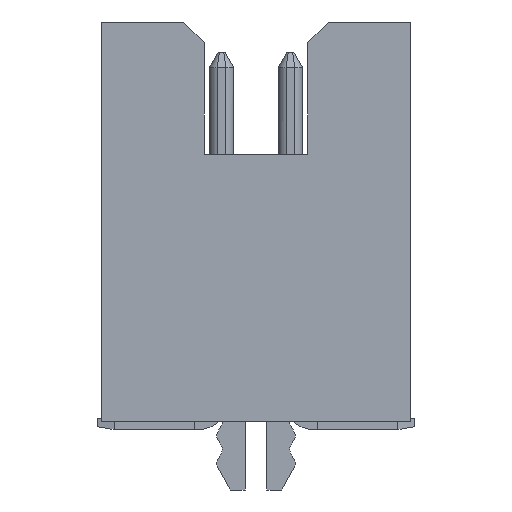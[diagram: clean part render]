
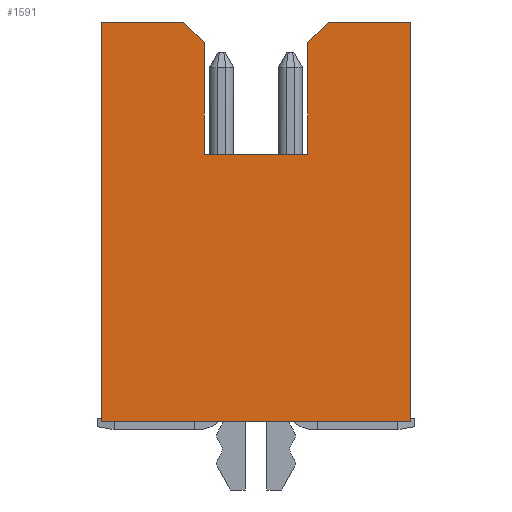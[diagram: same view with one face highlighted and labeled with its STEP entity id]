
A CAD part, left-side view. The second image highlights one B-rep face of the part: STEP entity #1591.
In plain terms, the highlighted planar face has unit normal (-1, 0, 0).
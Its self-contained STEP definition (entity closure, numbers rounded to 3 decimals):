
#107=CARTESIAN_POINT('',(-1.59,0.955,2.414));
#108=VERTEX_POINT('',#107);
#123=CARTESIAN_POINT('',(-1.59,1.335,2.794));
#124=VERTEX_POINT('',#123);
#131=CARTESIAN_POINT('',(-1.59,1.335,2.794));
#132=DIRECTION('',(0.,-0.707,-0.707));
#133=VECTOR('',#132,0.537);
#134=LINE('',#131,#133);
#135=EDGE_CURVE('',#124,#108,#134,.T.);
#170=CARTESIAN_POINT('',(-1.59,0.955,0.354));
#171=VERTEX_POINT('',#170);
#172=CARTESIAN_POINT('',(-1.59,0.955,2.414));
#173=DIRECTION('',(0.,0.,-1.));
#174=VECTOR('',#173,2.06);
#175=LINE('',#172,#174);
#176=EDGE_CURVE('',#108,#171,#175,.T.);
#193=CARTESIAN_POINT('',(-1.59,-0.955,0.354));
#194=VERTEX_POINT('',#193);
#203=CARTESIAN_POINT('',(-1.59,0.955,0.354));
#204=DIRECTION('',(0.,-1.,0.));
#205=VECTOR('',#204,1.91);
#206=LINE('',#203,#205);
#207=EDGE_CURVE('',#171,#194,#206,.T.);
#218=CARTESIAN_POINT('',(-1.59,-0.955,2.414));
#219=VERTEX_POINT('',#218);
#220=CARTESIAN_POINT('',(-1.59,-0.955,0.354));
#221=DIRECTION('',(0.,0.,1.));
#222=VECTOR('',#221,2.06);
#223=LINE('',#220,#222);
#224=EDGE_CURVE('',#194,#219,#223,.T.);
#272=CARTESIAN_POINT('',(-1.59,-1.335,2.794));
#273=VERTEX_POINT('',#272);
#282=CARTESIAN_POINT('',(-1.59,-0.955,2.414));
#283=DIRECTION('',(0.,-0.707,0.707));
#284=VECTOR('',#283,0.537);
#285=LINE('',#282,#284);
#286=EDGE_CURVE('',#219,#273,#285,.T.);
#1541=CARTESIAN_POINT('',(-1.59,0.,-5.871));
#1542=DIRECTION('',(0.,0.,-1.));
#1543=DIRECTION('',(-1.,-0.,-0.));
#1544=AXIS2_PLACEMENT_3D('',#1541,#1543,#1542);
#1545=PLANE('',#1544);
#1546=CARTESIAN_POINT('',(-1.59,-2.86,2.794));
#1547=VERTEX_POINT('',#1546);
#1548=CARTESIAN_POINT('',(-1.59,-2.86,2.794));
#1549=DIRECTION('',(0.,1.,0.));
#1550=VECTOR('',#1549,1.525);
#1551=LINE('',#1548,#1550);
#1552=EDGE_CURVE('',#1547,#273,#1551,.T.);
#1553=ORIENTED_EDGE('',*,*,#1552,.T.);
#1554=ORIENTED_EDGE('',*,*,#286,.F.);
#1555=ORIENTED_EDGE('',*,*,#224,.F.);
#1556=ORIENTED_EDGE('',*,*,#207,.F.);
#1557=ORIENTED_EDGE('',*,*,#176,.F.);
#1558=ORIENTED_EDGE('',*,*,#135,.F.);
#1559=CARTESIAN_POINT('',(-1.59,2.86,2.794));
#1560=VERTEX_POINT('',#1559);
#1561=CARTESIAN_POINT('',(-1.59,1.335,2.794));
#1562=DIRECTION('',(0.,1.,0.));
#1563=VECTOR('',#1562,1.525);
#1564=LINE('',#1561,#1563);
#1565=EDGE_CURVE('',#124,#1560,#1564,.T.);
#1566=ORIENTED_EDGE('',*,*,#1565,.T.);
#1567=CARTESIAN_POINT('',(-1.59,2.86,-4.572));
#1568=VERTEX_POINT('',#1567);
#1569=CARTESIAN_POINT('',(-1.59,2.86,2.794));
#1570=DIRECTION('',(0.,0.,-1.));
#1571=VECTOR('',#1570,7.366);
#1572=LINE('',#1569,#1571);
#1573=EDGE_CURVE('',#1560,#1568,#1572,.T.);
#1574=ORIENTED_EDGE('',*,*,#1573,.T.);
#1575=CARTESIAN_POINT('',(-1.59,-2.86,-4.572));
#1576=VERTEX_POINT('',#1575);
#1577=CARTESIAN_POINT('',(-1.59,2.86,-4.572));
#1578=DIRECTION('',(0.,-1.,0.));
#1579=VECTOR('',#1578,5.72);
#1580=LINE('',#1577,#1579);
#1581=EDGE_CURVE('',#1568,#1576,#1580,.T.);
#1582=ORIENTED_EDGE('',*,*,#1581,.T.);
#1583=CARTESIAN_POINT('',(-1.59,-2.86,-4.572));
#1584=DIRECTION('',(0.,0.,1.));
#1585=VECTOR('',#1584,7.366);
#1586=LINE('',#1583,#1585);
#1587=EDGE_CURVE('',#1576,#1547,#1586,.T.);
#1588=ORIENTED_EDGE('',*,*,#1587,.T.);
#1589=EDGE_LOOP('',(#1553,#1554,#1555,#1556,#1557,#1558,#1566,#1574,#1582,#1588));
#1590=FACE_OUTER_BOUND('',#1589,.T.);
#1591=ADVANCED_FACE('',(#1590),#1545,.T.);
